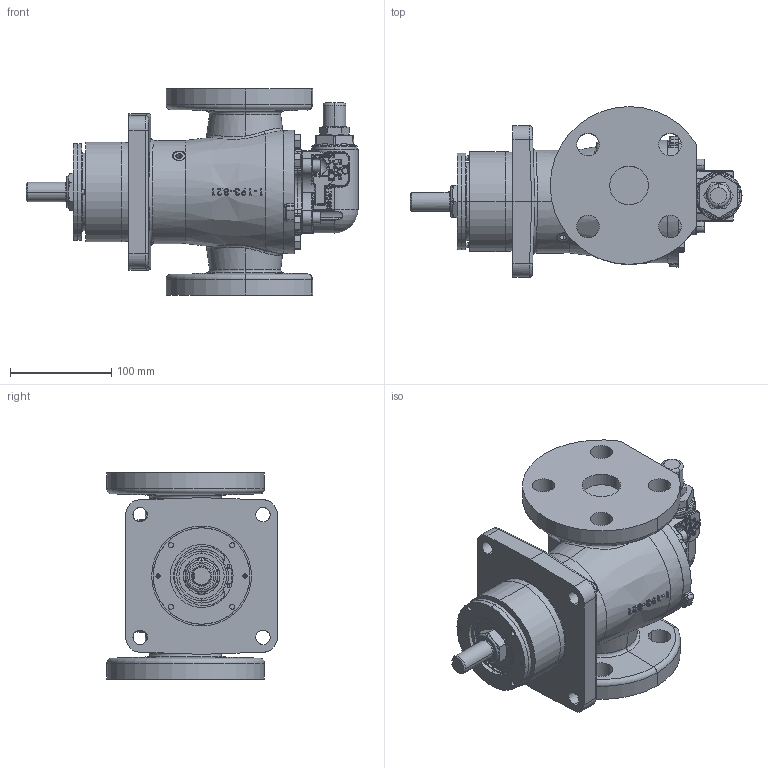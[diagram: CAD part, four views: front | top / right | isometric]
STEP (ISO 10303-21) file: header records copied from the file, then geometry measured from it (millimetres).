
FILE_DESCRIPTION (( 'STEP AP214' ), '1' );
FILE_NAME ('HV-2664.STEP', '2019-05-24T18:37:00', ( '' ), ( '' ), 'SwSTEP 2.0', 'SolidWorks 2018', '' );
FILE_SCHEMA (( 'AUTOMOTIVE_DESIGN' ));
Length unit declared in the file: inch
Products named in the file (1): HV-2664
Bounding box: 327.24 x 168.08 x 203.2 mm (x, y, z)
Volume: 3441812.7 mm3; surface area: 263044.1 mm2
Topology: 1 solids, 1 shells, 2278 faces, 5724 edges, 3633 vertices
Faces by surface type: plane 1118, bspline 569, cylinder 275, cone 197, torus 80, sphere 39
Entity records: 117798 total; most frequent: CARTESIAN_POINT 49704, ORIENTED_EDGE 11408, DIRECTION 8745, EDGE_CURVE 5704, VERTEX_POINT 3631, VECTOR 3253, LINE 3253, AXIS2_PLACEMENT_3D 2746
